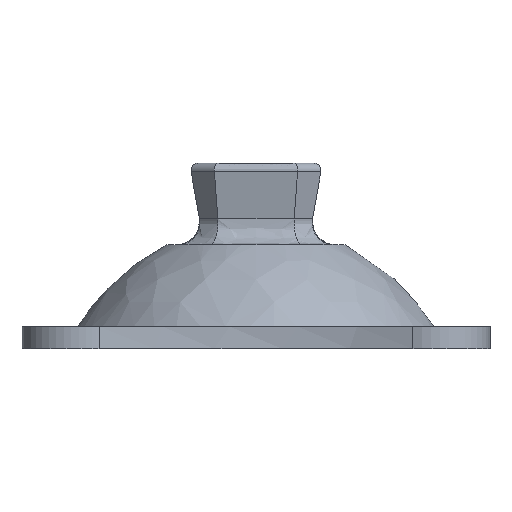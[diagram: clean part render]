
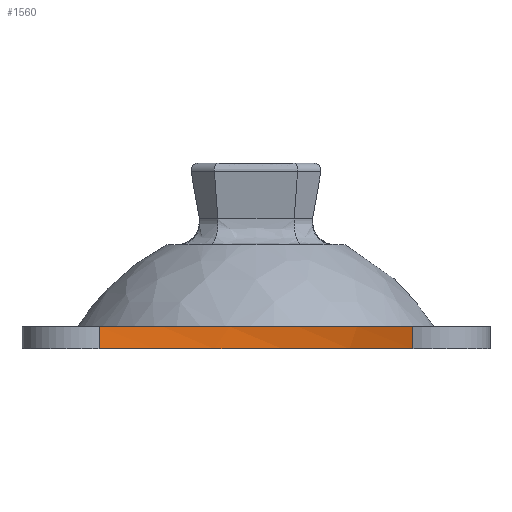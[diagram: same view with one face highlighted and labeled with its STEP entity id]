
A CAD part, front view. The second image highlights one B-rep face of the part: STEP entity #1560.
In plain terms, the highlighted free-form (B-spline) face has degree [2, 1] with [3, 2] control points.
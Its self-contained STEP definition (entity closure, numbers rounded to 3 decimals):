
#92 = VERTEX_POINT('',#93);
#93 = CARTESIAN_POINT('',(-29.013,-42.483,4.121
    ));
#99 = EDGE_CURVE('',#92,#100,#102,.T.);
#100 = VERTEX_POINT('',#101);
#101 = CARTESIAN_POINT('',(29.013,-42.483,
    4.121));
#102 = ( BOUNDED_CURVE() B_SPLINE_CURVE(2,(#103,#104,#105),
.UNSPECIFIED.,.F.,.F.) B_SPLINE_CURVE_WITH_KNOTS((3,3),(5.495,
6.283),.PIECEWISE_BEZIER_KNOTS.) CURVE() 
GEOMETRIC_REPRESENTATION_ITEM() RATIONAL_B_SPLINE_CURVE((1.,
0.923,1.)) REPRESENTATION_ITEM('') );
#103 = CARTESIAN_POINT('',(-29.013,-42.483,
    4.121));
#104 = CARTESIAN_POINT('',(0.,-30.417,
    4.121));
#105 = CARTESIAN_POINT('',(29.013,-42.483,
    4.121));
#1540 = VERTEX_POINT('',#1541);
#1541 = CARTESIAN_POINT('',(29.013,-42.483,0.));
#1549 = EDGE_CURVE('',#1540,#100,#1550,.T.);
#1550 = B_SPLINE_CURVE_WITH_KNOTS('',1,(#1551,#1552),.UNSPECIFIED.,.F.,
  .F.,(2,2),(0.,3.),.PIECEWISE_BEZIER_KNOTS.);
#1551 = CARTESIAN_POINT('',(29.013,-42.483,0.));
#1552 = CARTESIAN_POINT('',(29.013,-42.483,
    4.121));
#1560 = ADVANCED_FACE('',(#1561),#1578,.F.);
#1561 = FACE_BOUND('',#1562,.F.);
#1562 = EDGE_LOOP('',(#1563,#1570,#1571,#1572));
#1563 = ORIENTED_EDGE('',*,*,#1564,.T.);
#1564 = EDGE_CURVE('',#1565,#92,#1567,.T.);
#1565 = VERTEX_POINT('',#1566);
#1566 = CARTESIAN_POINT('',(-29.013,-42.483,0.));
#1567 = B_SPLINE_CURVE_WITH_KNOTS('',1,(#1568,#1569),.UNSPECIFIED.,.F.,
  .F.,(2,2),(0.,3.),.PIECEWISE_BEZIER_KNOTS.);
#1568 = CARTESIAN_POINT('',(-29.013,-42.483,0.));
#1569 = CARTESIAN_POINT('',(-29.013,-42.483,
    4.121));
#1570 = ORIENTED_EDGE('',*,*,#99,.T.);
#1571 = ORIENTED_EDGE('',*,*,#1549,.F.);
#1572 = ORIENTED_EDGE('',*,*,#1573,.T.);
#1573 = EDGE_CURVE('',#1540,#1565,#1574,.T.);
#1574 = ( BOUNDED_CURVE() B_SPLINE_CURVE(2,(#1575,#1576,#1577),
.UNSPECIFIED.,.F.,.F.) B_SPLINE_CURVE_WITH_KNOTS((3,3),(0.,
0.788),.PIECEWISE_BEZIER_KNOTS.) CURVE() 
GEOMETRIC_REPRESENTATION_ITEM() RATIONAL_B_SPLINE_CURVE((1.,
0.923,1.)) REPRESENTATION_ITEM('') );
#1575 = CARTESIAN_POINT('',(29.013,-42.483,0.));
#1576 = CARTESIAN_POINT('',(0.,-30.417,0.));
#1577 = CARTESIAN_POINT('',(-29.013,-42.483,0.));
#1578 = ( BOUNDED_SURFACE() B_SPLINE_SURFACE(2,1,(
    (#1579,#1580)
    ,(#1581,#1582)
    ,(#1583,#1584
)),.UNSPECIFIED.,.F.,.F.,.F.) B_SPLINE_SURFACE_WITH_KNOTS((3,3),(2,2),(
    0.,0.788),(0.,3.),.PIECEWISE_BEZIER_KNOTS.) 
GEOMETRIC_REPRESENTATION_ITEM() RATIONAL_B_SPLINE_SURFACE((
    (1.,1.)
    ,(0.923,0.923)
,(1.,1.))) REPRESENTATION_ITEM('') SURFACE() );
#1579 = CARTESIAN_POINT('',(29.013,-42.483,0.));
#1580 = CARTESIAN_POINT('',(29.013,-42.483,
    4.121));
#1581 = CARTESIAN_POINT('',(0.,-30.417,0.));
#1582 = CARTESIAN_POINT('',(0.,-30.417,
    4.121));
#1583 = CARTESIAN_POINT('',(-29.013,-42.483,0.));
#1584 = CARTESIAN_POINT('',(-29.013,-42.483,
    4.121));
